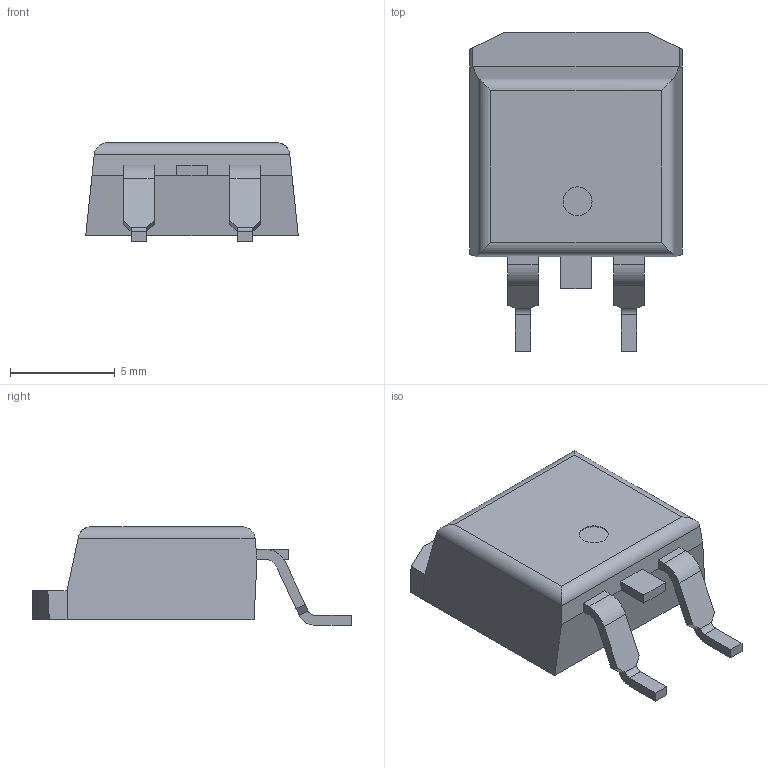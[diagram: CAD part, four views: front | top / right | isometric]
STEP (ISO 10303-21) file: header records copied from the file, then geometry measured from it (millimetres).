
FILE_DESCRIPTION(/* description */ ('Unknown'),/* implementation_level */ '2;1');
FILE_NAME(/* name */ 'IRF4905STRLPBF',/* time_stamp */ '2023-08-29T10:31:49+02:00',/* author */ ('Unknown'),/* organization */ ('Unknown'),/* preprocessor_version */ 'ST-DEVELOPER v18.102',/* originating_system */ 'Solid Edge',/* authorisation */ 'Unknown');
FILE_SCHEMA (('AUTOMOTIVE_DESIGN {1 0 10303 214 3 1 1}'));
Length unit declared in the file: millimetre
Products named in the file (1): IRF4905STRLPBF
Bounding box: 10.16 x 15.24 x 4.7 mm (x, y, z)
Volume: 406.2 mm3; surface area: 407 mm2
Topology: 1 solids, 1 shells, 59 faces, 172 edges, 116 vertices
Faces by surface type: plane 46, cylinder 13
Full cylindrical faces by diameter (mm): 1.382 x1
Entity records: 2382 total; most frequent: CARTESIAN_POINT 347, ORIENTED_EDGE 342, DIRECTION 323, EDGE_CURVE 171, LINE 139, VECTOR 139, VERTEX_POINT 116, AXIS2_PLACEMENT_3D 92
